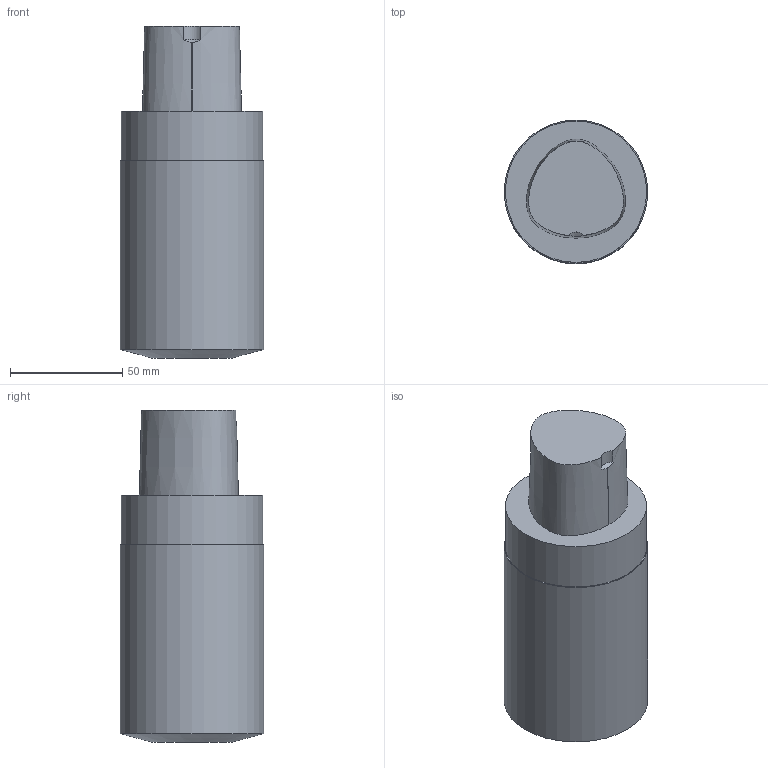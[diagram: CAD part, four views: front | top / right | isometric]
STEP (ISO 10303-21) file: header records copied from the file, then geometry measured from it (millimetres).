
FILE_DESCRIPTION((''),'1');
FILE_NAME('C6-BSL32-110.stp','2020-06-05T07:04:11',(''),(''),'Spatial Interop R21 SP3','Kubotek KeyCreator 2011 V10.0.2 (22737)',' ');
FILE_SCHEMA(('automotive_design'));
Length unit declared in the file: millimetre
Products named in the file (1): 240[2]
Bounding box: 64 x 64 x 148 mm (x, y, z)
Volume: 401848.9 mm3; surface area: 32835.6 mm2
Topology: 1 solids, 1 shells, 12 faces, 23 edges, 15 vertices
Faces by surface type: plane 4, cylinder 3, cone 3, bspline 2
Full cylindrical faces by diameter (mm): 62.985 x1, 64 x1
Entity records: 776 total; most frequent: CARTESIAN_POINT 284, PRESENTATION_STYLE_ASSIGNMENT 46, COLOUR_RGB 46, DIRECTION 41, ORIENTED_EDGE 40, STYLED_ITEM 33, CURVE_STYLE 33, DRAUGHTING_PRE_DEFINED_CURVE_FONT 33
